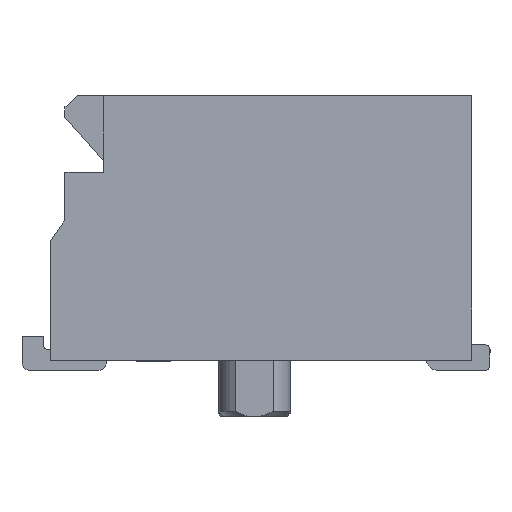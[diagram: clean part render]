
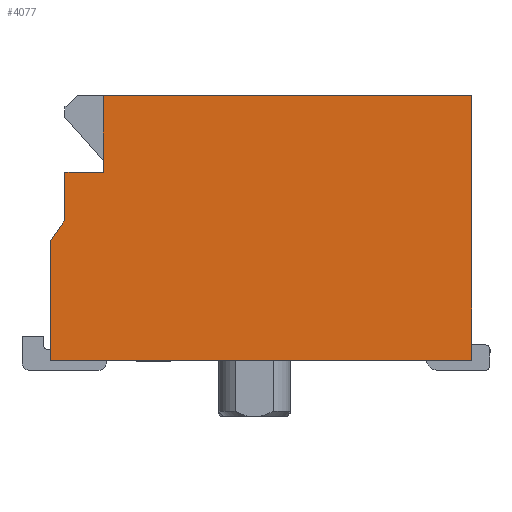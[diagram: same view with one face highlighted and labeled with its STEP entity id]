
A CAD part, left-side view. The second image highlights one B-rep face of the part: STEP entity #4077.
In plain terms, the highlighted face is planar.
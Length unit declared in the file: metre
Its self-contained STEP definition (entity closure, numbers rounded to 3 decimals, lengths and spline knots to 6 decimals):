
#4077=ADVANCED_FACE('2:36726',(#6527),#6528,.T.);
#6527=FACE_OUTER_BOUND('',#13720,.T.);
#6528=PLANE('',#13721);
#13720=EDGE_LOOP('',(#18465,#18466,#18467,#18468,#18469,#18470,#18471,#18472));
#13721=AXIS2_PLACEMENT_3D('',#18473,#18474,#18475);
#18465=ORIENTED_EDGE('',*,*,#25705,.T.);
#18466=ORIENTED_EDGE('',*,*,#25749,.T.);
#18467=ORIENTED_EDGE('',*,*,#25923,.T.);
#18468=ORIENTED_EDGE('',*,*,#25924,.T.);
#18469=ORIENTED_EDGE('',*,*,#25505,.T.);
#18470=ORIENTED_EDGE('',*,*,#25925,.T.);
#18471=ORIENTED_EDGE('',*,*,#25896,.T.);
#18472=ORIENTED_EDGE('',*,*,#25926,.T.);
#18473=CARTESIAN_POINT('',(0.001575,0.00155,0.004015));
#18474=DIRECTION('',(1.0,0.0,0.0));
#18475=DIRECTION('',(0.0,1.0,0.0));
#25505=EDGE_CURVE('2:39639',#32825,#32823,#32826,.T.);
#25705=EDGE_CURVE('2:41655',#33162,#33160,#33163,.T.);
#25749=EDGE_CURVE('2:42231',#33160,#33234,#33236,.T.);
#25896=EDGE_CURVE('2:43797',#33473,#33471,#33474,.T.);
#25923=EDGE_CURVE('2:44073',#33234,#33516,#33517,.T.);
#25924=EDGE_CURVE('2:44076',#33516,#32825,#33518,.T.);
#25925=EDGE_CURVE('2:44079',#32823,#33473,#33519,.T.);
#25926=EDGE_CURVE('2:44082',#33471,#33162,#33520,.T.);
#32823=VERTEX_POINT('',#37513);
#32825=VERTEX_POINT('',#37516);
#32826=LINE('',#37517,#37518);
#33160=VERTEX_POINT('',#38048);
#33162=VERTEX_POINT('',#38051);
#33163=LINE('',#38052,#38053);
#33234=VERTEX_POINT('',#38170);
#33236=LINE('',#38173,#38174);
#33471=VERTEX_POINT('',#38553);
#33473=VERTEX_POINT('',#38556);
#33474=LINE('',#38557,#38558);
#33516=VERTEX_POINT('',#38624);
#33517=LINE('',#38625,#38626);
#33518=LINE('',#38627,#38628);
#33519=LINE('',#38629,#38630);
#33520=LINE('',#38631,#38632);
#37513=CARTESIAN_POINT('',(0.001575,0.00429,0.003735));
#37516=CARTESIAN_POINT('',(0.001575,0.00522,0.003735));
#37517=CARTESIAN_POINT('',(0.001575,0.00522,0.003735));
#37518=VECTOR('',#40140,1.0);
#38048=CARTESIAN_POINT('',(0.001575,0.00672,-0.004215));
#38051=CARTESIAN_POINT('',(0.001575,0.00155,-0.004215));
#38052=CARTESIAN_POINT('',(0.001575,0.00155,-0.004215));
#38053=VECTOR('',#40353,1.0);
#38170=CARTESIAN_POINT('',(0.001575,0.00672,0.002985));
#38173=CARTESIAN_POINT('',(0.001575,0.00672,-0.004215));
#38174=VECTOR('',#40395,1.0);
#38553=CARTESIAN_POINT('',(0.001575,0.00155,0.004015));
#38556=CARTESIAN_POINT('',(0.001575,0.00389,0.004015));
#38557=CARTESIAN_POINT('',(0.001575,0.00389,0.004015));
#38558=VECTOR('',#40562,1.0);
#38624=CARTESIAN_POINT('',(0.001575,0.00522,0.002985));
#38625=CARTESIAN_POINT('',(0.001575,0.00672,0.002985));
#38626=VECTOR('',#40593,1.0);
#38627=CARTESIAN_POINT('',(0.001575,0.00522,0.002985));
#38628=VECTOR('',#40594,1.0);
#38629=CARTESIAN_POINT('',(0.001575,0.00429,0.003735));
#38630=VECTOR('',#40595,1.0);
#38631=CARTESIAN_POINT('',(0.001575,0.00155,0.004015));
#38632=VECTOR('',#40596,1.0);
#40140=DIRECTION('',(0.0,-1.0,0.0));
#40353=DIRECTION('',(0.0,1.0,0.0));
#40395=DIRECTION('',(0.0,0.0,1.0));
#40562=DIRECTION('',(0.0,-1.0,0.0));
#40593=DIRECTION('',(0.0,-1.0,0.0));
#40594=DIRECTION('',(0.0,0.0,1.0));
#40595=DIRECTION('',(0.0,-0.819,0.573));
#40596=DIRECTION('',(0.0,0.0,-1.0));
